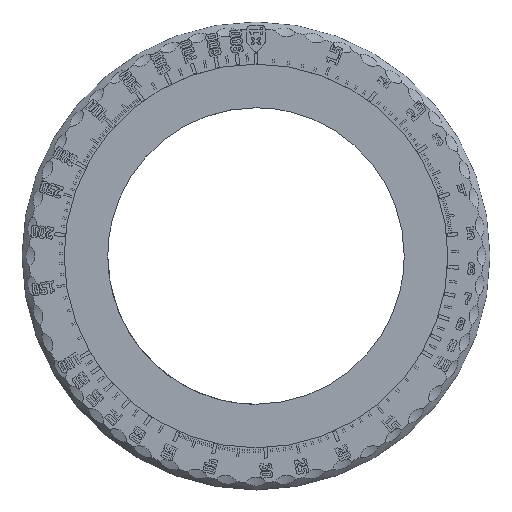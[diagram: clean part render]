
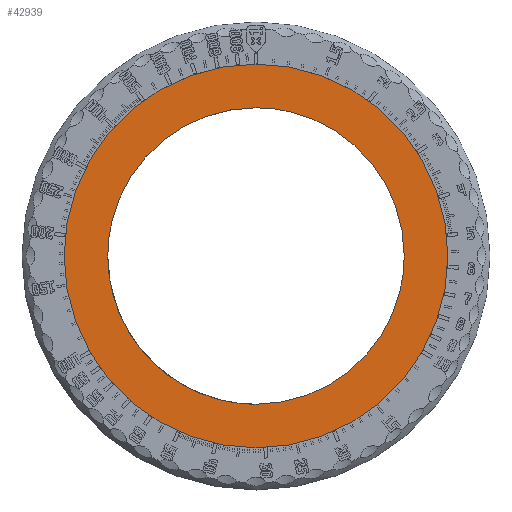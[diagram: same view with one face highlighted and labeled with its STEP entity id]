
A CAD part, top view. The second image highlights one B-rep face of the part: STEP entity #42939.
In plain terms, the highlighted planar face has unit normal (0, 0, 1).
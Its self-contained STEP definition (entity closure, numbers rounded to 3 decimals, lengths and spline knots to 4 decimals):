
#395=B_SPLINE_CURVE_WITH_KNOTS('',3,(#69746,#69747,#69748,#69749,#69750,
#69751,#69752,#69753,#69754,#69755,#69756,#69757),.UNSPECIFIED.,.F.,.F.,
(4,2,2,2,2,4),(-3.1535,-2.736,-2.331,-1.54,
-0.7716,0.),.UNSPECIFIED.);
#396=B_SPLINE_CURVE_WITH_KNOTS('',3,(#69769,#69770,#69771,#69772),
 .UNSPECIFIED.,.F.,.F.,(4,4),(-3.1535,0.),.UNSPECIFIED.);
#397=B_SPLINE_CURVE_WITH_KNOTS('',3,(#69784,#69785,#69786,#69787),
 .UNSPECIFIED.,.F.,.F.,(4,4),(-3.1535,0.),.UNSPECIFIED.);
#398=B_SPLINE_CURVE_WITH_KNOTS('',3,(#69788,#69789,#69790,#69791),
 .UNSPECIFIED.,.F.,.F.,(4,4),(-3.1535,0.),.UNSPECIFIED.);
#529=CIRCLE('',#45301,2.5863);
#775=FACE_BOUND('',#5501,.T.);
#3014=FACE_OUTER_BOUND('',#5500,.T.);
#5500=EDGE_LOOP('',(#38552));
#5501=EDGE_LOOP('',(#38553,#38554,#38555,#38556));
#20625=VERTEX_POINT('',#69743);
#20626=VERTEX_POINT('',#69745);
#20627=VERTEX_POINT('',#69767);
#20629=VERTEX_POINT('',#69779);
#20630=VERTEX_POINT('',#69783);
#26598=EDGE_CURVE('',#20625,#20626,#395,.T.);
#26601=EDGE_CURVE('',#20627,#20625,#396,.T.);
#26605=EDGE_CURVE('',#20629,#20629,#529,.T.);
#26606=EDGE_CURVE('',#20630,#20627,#397,.T.);
#26607=EDGE_CURVE('',#20626,#20630,#398,.T.);
#38552=ORIENTED_EDGE('',*,*,#26605,.F.);
#38553=ORIENTED_EDGE('',*,*,#26598,.F.);
#38554=ORIENTED_EDGE('',*,*,#26601,.F.);
#38555=ORIENTED_EDGE('',*,*,#26606,.F.);
#38556=ORIENTED_EDGE('',*,*,#26607,.F.);
#40700=PLANE('',#45302);
#42939=ADVANCED_FACE('',(#3014,#775),#40700,.T.);
#45301=AXIS2_PLACEMENT_3D('',#69781,#55567,#55568);
#45302=AXIS2_PLACEMENT_3D('',#69782,#55569,#55570);
#55567=DIRECTION('center_axis',(0.,0.,-1.));
#55568=DIRECTION('ref_axis',(-1.,0.,0.));
#55569=DIRECTION('center_axis',(0.,0.,1.));
#55570=DIRECTION('ref_axis',(1.,0.,0.));
#69743=CARTESIAN_POINT('',(4.2461,-4.622,-0.1));
#69745=CARTESIAN_POINT('',(6.2441,-6.62,-0.1));
#69746=CARTESIAN_POINT('Ctrl Pts',(4.2461,-4.622,-0.1));
#69747=CARTESIAN_POINT('Ctrl Pts',(4.2461,-4.761,-0.1));
#69748=CARTESIAN_POINT('Ctrl Pts',(4.2604,-4.8993,-0.1));
#69749=CARTESIAN_POINT('Ctrl Pts',(4.3168,-5.1671,-0.1));
#69750=CARTESIAN_POINT('Ctrl Pts',(4.3579,-5.2957,-0.1));
#69751=CARTESIAN_POINT('Ctrl Pts',(4.5169,-5.6604,-0.1));
#69752=CARTESIAN_POINT('Ctrl Pts',(4.6692,-5.8786,-0.1));
#69753=CARTESIAN_POINT('Ctrl Pts',(5.0426,-6.2383,-0.1));
#69754=CARTESIAN_POINT('Ctrl Pts',(5.259,-6.3791,-0.1));
#69755=CARTESIAN_POINT('Ctrl Pts',(5.734,-6.5713,-0.1));
#69756=CARTESIAN_POINT('Ctrl Pts',(5.9869,-6.62,-0.1));
#69757=CARTESIAN_POINT('Ctrl Pts',(6.2441,-6.62,-0.1));
#69767=CARTESIAN_POINT('',(6.2441,-2.6241,-0.1));
#69769=CARTESIAN_POINT('Ctrl Pts',(6.2441,-2.6241,-0.1));
#69770=CARTESIAN_POINT('Ctrl Pts',(5.1414,-2.6241,-0.1));
#69771=CARTESIAN_POINT('Ctrl Pts',(4.2461,-3.5193,-0.1));
#69772=CARTESIAN_POINT('Ctrl Pts',(4.2461,-4.622,-0.1));
#69779=CARTESIAN_POINT('',(8.8303,-4.6221,-0.1));
#69781=CARTESIAN_POINT('Origin',(6.2441,-4.6221,-0.1));
#69782=CARTESIAN_POINT('Origin',(6.2441,-4.6221,-0.1));
#69783=CARTESIAN_POINT('',(8.242,-4.622,-0.1));
#69784=CARTESIAN_POINT('Ctrl Pts',(8.242,-4.622,-0.1));
#69785=CARTESIAN_POINT('Ctrl Pts',(8.242,-3.5193,-0.1));
#69786=CARTESIAN_POINT('Ctrl Pts',(7.3468,-2.6241,-0.1));
#69787=CARTESIAN_POINT('Ctrl Pts',(6.2441,-2.6241,-0.1));
#69788=CARTESIAN_POINT('Ctrl Pts',(6.2441,-6.62,-0.1));
#69789=CARTESIAN_POINT('Ctrl Pts',(7.3468,-6.62,-0.1));
#69790=CARTESIAN_POINT('Ctrl Pts',(8.242,-5.7247,-0.1));
#69791=CARTESIAN_POINT('Ctrl Pts',(8.242,-4.622,-0.1));
